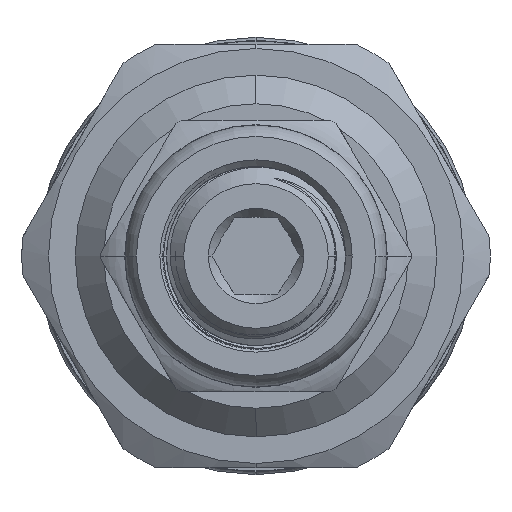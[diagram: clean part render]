
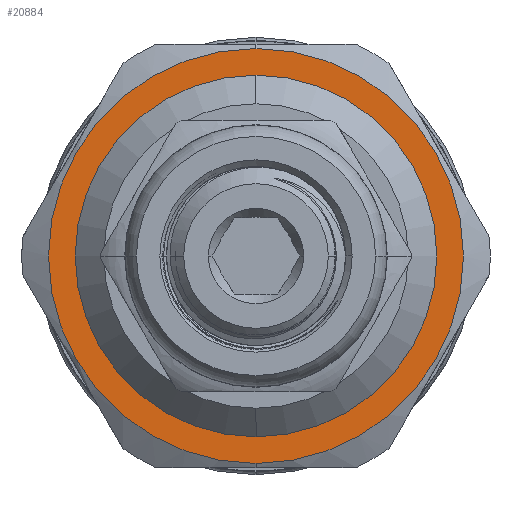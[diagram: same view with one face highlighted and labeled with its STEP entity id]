
A CAD part, left-side view. The second image highlights one B-rep face of the part: STEP entity #20884.
In plain terms, the highlighted planar face has unit normal (-1, 0, 0).
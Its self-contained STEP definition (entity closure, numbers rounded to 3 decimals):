
#63 = CARTESIAN_POINT ( 'NONE',  ( 12., 0., 0. ) ) ;
#162 = EDGE_CURVE ( 'NONE', #16282, #21012, #8211, .T. ) ;
#574 = EDGE_LOOP ( 'NONE', ( #20661, #2589 ) ) ;
#1617 = AXIS2_PLACEMENT_3D ( 'NONE', #17274, #14187, #9393 ) ;
#1691 = AXIS2_PLACEMENT_3D ( 'NONE', #12764, #5926, #14417 ) ;
#1774 = CIRCLE ( 'NONE', #5156, 10.9 ) ;
#2101 = DIRECTION ( 'NONE',  ( 0., 0., -1. ) ) ;
#2589 = ORIENTED_EDGE ( 'NONE', *, *, #6069, .F. ) ;
#3797 = PLANE ( 'NONE',  #16733 ) ;
#4337 = ORIENTED_EDGE ( 'NONE', *, *, #18436, .T. ) ;
#5156 = AXIS2_PLACEMENT_3D ( 'NONE', #63, #10316, #11923 ) ;
#5712 = CARTESIAN_POINT ( 'NONE',  ( 12., 9.5, 0. ) ) ;
#5926 = DIRECTION ( 'NONE',  ( -1., 0., 0. ) ) ;
#5945 = EDGE_CURVE ( 'NONE', #21258, #19031, #18224, .T. ) ;
#6069 = EDGE_CURVE ( 'NONE', #19031, #21258, #15884, .T. ) ;
#6349 = DIRECTION ( 'NONE',  ( 0., 0., 1. ) ) ;
#7454 = AXIS2_PLACEMENT_3D ( 'NONE', #19850, #9684, #6349 ) ;
#8211 = CIRCLE ( 'NONE', #1617, 10.9 ) ;
#9393 = DIRECTION ( 'NONE',  ( 0., 0., 1. ) ) ;
#9684 = DIRECTION ( 'NONE',  ( -1., 0., 0. ) ) ;
#10316 = DIRECTION ( 'NONE',  ( -1., 0., 0. ) ) ;
#11923 = DIRECTION ( 'NONE',  ( 0., 0., 1. ) ) ;
#12764 = CARTESIAN_POINT ( 'NONE',  ( 12., 0., 0. ) ) ;
#13308 = FACE_BOUND ( 'NONE', #574, .T. ) ;
#13925 = EDGE_LOOP ( 'NONE', ( #17243, #4337 ) ) ;
#14187 = DIRECTION ( 'NONE',  ( -1., 0., 0. ) ) ;
#14191 = CARTESIAN_POINT ( 'NONE',  ( 12., 0., 9.5 ) ) ;
#14417 = DIRECTION ( 'NONE',  ( 0., 0., 1. ) ) ;
#14841 = CARTESIAN_POINT ( 'NONE',  ( 12., 0., -10.9 ) ) ;
#15884 = CIRCLE ( 'NONE', #7454, 9.5 ) ;
#16282 = VERTEX_POINT ( 'NONE', #14841 ) ;
#16733 = AXIS2_PLACEMENT_3D ( 'NONE', #5712, #19195, #2101 ) ;
#16993 = CARTESIAN_POINT ( 'NONE',  ( 12., 0., -9.5 ) ) ;
#17243 = ORIENTED_EDGE ( 'NONE', *, *, #162, .T. ) ;
#17274 = CARTESIAN_POINT ( 'NONE',  ( 12., 0., 0. ) ) ;
#18224 = CIRCLE ( 'NONE', #1691, 9.5 ) ;
#18436 = EDGE_CURVE ( 'NONE', #21012, #16282, #1774, .T. ) ;
#19031 = VERTEX_POINT ( 'NONE', #16993 ) ;
#19195 = DIRECTION ( 'NONE',  ( 1., 0., 0. ) ) ;
#19850 = CARTESIAN_POINT ( 'NONE',  ( 12., 0., 0. ) ) ;
#20390 = CARTESIAN_POINT ( 'NONE',  ( 12., 0., 10.9 ) ) ;
#20661 = ORIENTED_EDGE ( 'NONE', *, *, #5945, .F. ) ;
#20884 = ADVANCED_FACE ( 'NONE', ( #13308, #21751 ), #3797, .F. ) ;
#21012 = VERTEX_POINT ( 'NONE', #20390 ) ;
#21258 = VERTEX_POINT ( 'NONE', #14191 ) ;
#21751 = FACE_OUTER_BOUND ( 'NONE', #13925, .T. ) ;
